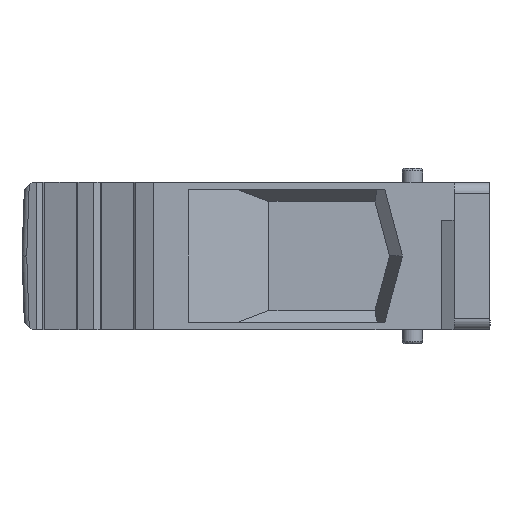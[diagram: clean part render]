
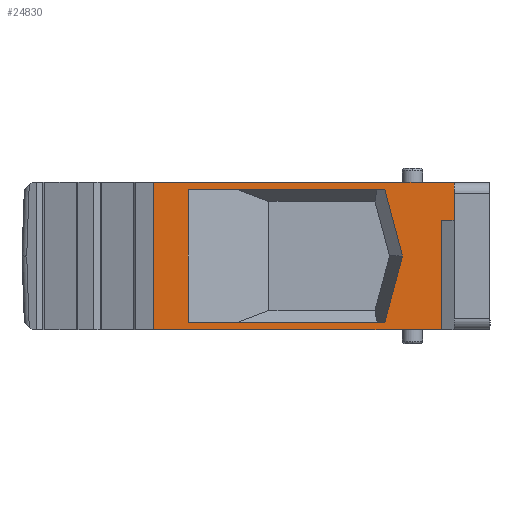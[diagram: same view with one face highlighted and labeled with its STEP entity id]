
A CAD part, left-side view. The second image highlights one B-rep face of the part: STEP entity #24830.
In plain terms, the highlighted face is planar.
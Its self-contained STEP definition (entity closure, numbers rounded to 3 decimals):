
#3350=CARTESIAN_POINT('',(34.,4.,-10.25));
#3360=VERTEX_POINT('',#3350);
#3390=CARTESIAN_POINT('',(34.,45.9,-10.25));
#3400=DIRECTION('',(0.,-1.,0.));
#3410=VECTOR('',#3400,1.);
#3420=LINE('',#3390,#3410);
#3430=CARTESIAN_POINT('',(34.,45.9,-10.25));
#3440=VERTEX_POINT('',#3430);
#3450=EDGE_CURVE('',#3440,#3360,#3420,.T.);
#18040=CARTESIAN_POINT('',(34.,45.9,10.25));
#18050=VERTEX_POINT('',#18040);
#18080=CARTESIAN_POINT('',(34.,5.8,10.25));
#18090=DIRECTION('',(0.,1.,0.));
#18100=VECTOR('',#18090,1.);
#18110=LINE('',#18080,#18100);
#18120=CARTESIAN_POINT('',(34.,5.8,10.25));
#18130=VERTEX_POINT('',#18120);
#18140=EDGE_CURVE('',#18130,#18050,#18110,.T.);
#20100=CARTESIAN_POINT('',(34.,4.,0.));
#20110=DIRECTION('',(0.,0.,-1.));
#20120=VECTOR('',#20110,1.);
#20130=LINE('',#20100,#20120);
#20140=CARTESIAN_POINT('',(34.,4.,
-5.));
#20150=VERTEX_POINT('',#20140);
#20160=EDGE_CURVE('',#20150,#3360,#20130,.T.);
#23420=CARTESIAN_POINT('',(34.,5.8,
-5.));
#23430=VERTEX_POINT('',#23420);
#23460=CARTESIAN_POINT('',(34.,5.3,
-5.));
#23470=DIRECTION('',(0.,-1.,0.));
#23480=VECTOR('',#23470,1.);
#23490=LINE('',#23460,#23480);
#23500=EDGE_CURVE('',#23430,#20150,#23490,.T.);
#24180=CARTESIAN_POINT('',(34.,0.2,
0.));
#24190=DIRECTION('',(1.,0.,0.));
#24200=DIRECTION('',(0.,1.,0.));
#24210=AXIS2_PLACEMENT_3D('',#24180,#24190,#24200);
#24220=PLANE('',#24210);
#24230=CARTESIAN_POINT('',(34.,11.197,0.));
#24240=DIRECTION('',(0.,0.259,
0.966));
#24250=VECTOR('',#24240,1.);
#24260=LINE('',#24230,#24250);
#24270=CARTESIAN_POINT('',(34.,11.197,0.));
#24280=VERTEX_POINT('',#24270);
#24290=CARTESIAN_POINT('',(34.,13.662,9.2));
#24300=VERTEX_POINT('',#24290);
#24310=EDGE_CURVE('',#24280,#24300,#24260,.T.);
#24320=ORIENTED_EDGE('',*,*,#24310,.T.);
#24330=CARTESIAN_POINT('',(34.,13.662,-9.2));
#24340=DIRECTION('',(0.,-0.259,
0.966));
#24350=VECTOR('',#24340,1.);
#24360=LINE('',#24330,#24350);
#24370=CARTESIAN_POINT('',(34.,13.662,-9.2));
#24380=VERTEX_POINT('',#24370);
#24390=EDGE_CURVE('',#24380,#24280,#24360,.T.);
#24400=ORIENTED_EDGE('',*,*,#24390,.T.);
#24410=CARTESIAN_POINT('',(34.,41.058,
-9.2));
#24420=DIRECTION('',(0.,-1.,0.));
#24430=VECTOR('',#24420,1.);
#24440=LINE('',#24410,#24430);
#24450=CARTESIAN_POINT('',(34.,41.058,
-9.2));
#24460=VERTEX_POINT('',#24450);
#24470=EDGE_CURVE('',#24460,#24380,#24440,.T.);
#24480=ORIENTED_EDGE('',*,*,#24470,.T.);
#24490=CARTESIAN_POINT('',(34.,41.058,
-9.2));
#24500=DIRECTION('',(0.,0.,1.));
#24510=VECTOR('',#24500,1.);
#24520=LINE('',#24490,#24510);
#24530=CARTESIAN_POINT('',(34.,41.058,
9.2));
#24540=VERTEX_POINT('',#24530);
#24550=EDGE_CURVE('',#24460,#24540,#24520,.T.);
#24560=ORIENTED_EDGE('',*,*,#24550,.F.);
#24570=CARTESIAN_POINT('',(34.,41.058,
9.2));
#24580=DIRECTION('',(0.,-1.,0.));
#24590=VECTOR('',#24580,1.);
#24600=LINE('',#24570,#24590);
#24610=EDGE_CURVE('',#24540,#24300,#24600,.T.);
#24620=ORIENTED_EDGE('',*,*,#24610,.F.);
#24630=EDGE_LOOP('',(#24620,#24560,#24480,#24400,#24320));
#24640=FACE_BOUND('',#24630,.T.);
#24650=ORIENTED_EDGE('',*,*,#23500,.T.);
#24660=CARTESIAN_POINT('',(34.,5.8,0.));
#24670=DIRECTION('',(0.,0.,-1.));
#24680=VECTOR('',#24670,1.);
#24690=LINE('',#24660,#24680);
#24700=EDGE_CURVE('',#18130,#23430,#24690,.T.);
#24710=ORIENTED_EDGE('',*,*,#24700,.T.);
#24720=ORIENTED_EDGE('',*,*,#18140,.F.);
#24730=CARTESIAN_POINT('',(34.,45.9,10.25));
#24740=DIRECTION('',(0.,0.,-1.));
#24750=VECTOR('',#24740,1.);
#24760=LINE('',#24730,#24750);
#24770=EDGE_CURVE('',#18050,#3440,#24760,.T.);
#24780=ORIENTED_EDGE('',*,*,#24770,.F.);
#24790=ORIENTED_EDGE('',*,*,#3450,.F.);
#24800=ORIENTED_EDGE('',*,*,#20160,.T.);
#24810=EDGE_LOOP('',(#24800,#24790,#24780,#24720,#24710,#24650));
#24820=FACE_OUTER_BOUND('',#24810,.T.);
#24830=ADVANCED_FACE('',(#24640,#24820),#24220,.T.);
